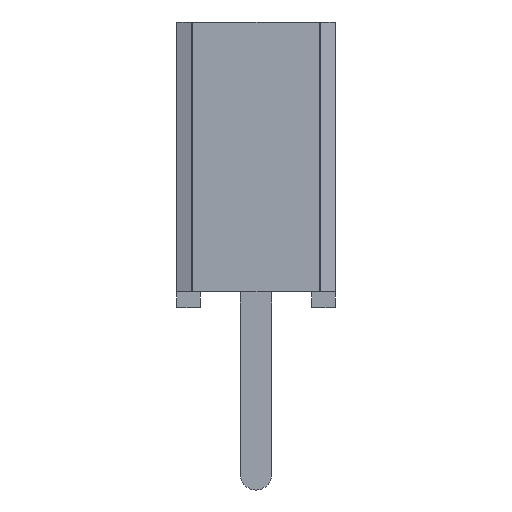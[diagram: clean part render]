
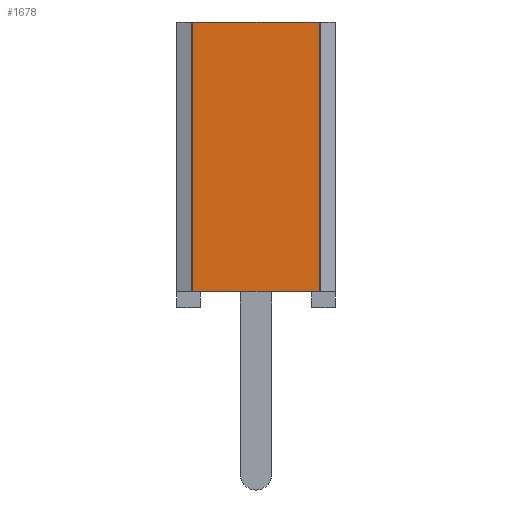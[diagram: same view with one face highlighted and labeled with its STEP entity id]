
A CAD part, left-side view. The second image highlights one B-rep face of the part: STEP entity #1678.
In plain terms, the highlighted planar face has unit normal (-1, 0, 0).
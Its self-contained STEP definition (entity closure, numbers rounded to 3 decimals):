
#1678 = ADVANCED_FACE('',(#1679),#1713,.F.);
#1679 = FACE_BOUND('',#1680,.T.);
#1680 = EDGE_LOOP('',(#1681,#1691,#1699,#1707));
#1681 = ORIENTED_EDGE('',*,*,#1682,.T.);
#1682 = EDGE_CURVE('',#1683,#1685,#1687,.T.);
#1683 = VERTEX_POINT('',#1684);
#1684 = CARTESIAN_POINT('',(-5.194,1.026,4.572));
#1685 = VERTEX_POINT('',#1686);
#1686 = CARTESIAN_POINT('',(-5.194,1.026,0.254));
#1687 = LINE('',#1688,#1689);
#1688 = CARTESIAN_POINT('',(-5.194,1.026,4.572));
#1689 = VECTOR('',#1690,1.);
#1690 = DIRECTION('',(0.,0.,-1.));
#1691 = ORIENTED_EDGE('',*,*,#1692,.T.);
#1692 = EDGE_CURVE('',#1685,#1693,#1695,.T.);
#1693 = VERTEX_POINT('',#1694);
#1694 = CARTESIAN_POINT('',(-5.194,-1.026,0.254));
#1695 = LINE('',#1696,#1697);
#1696 = CARTESIAN_POINT('',(-5.194,0.889,0.254));
#1697 = VECTOR('',#1698,1.);
#1698 = DIRECTION('',(0.,-1.,0.));
#1699 = ORIENTED_EDGE('',*,*,#1700,.T.);
#1700 = EDGE_CURVE('',#1693,#1701,#1703,.T.);
#1701 = VERTEX_POINT('',#1702);
#1702 = CARTESIAN_POINT('',(-5.194,-1.026,4.572));
#1703 = LINE('',#1704,#1705);
#1704 = CARTESIAN_POINT('',(-5.194,-1.026,4.572));
#1705 = VECTOR('',#1706,1.);
#1706 = DIRECTION('',(0.,0.,1.));
#1707 = ORIENTED_EDGE('',*,*,#1708,.F.);
#1708 = EDGE_CURVE('',#1683,#1701,#1709,.T.);
#1709 = LINE('',#1710,#1711);
#1710 = CARTESIAN_POINT('',(-5.194,1.27,4.572));
#1711 = VECTOR('',#1712,1.);
#1712 = DIRECTION('',(0.,-1.,0.));
#1713 = PLANE('',#1714);
#1714 = AXIS2_PLACEMENT_3D('',#1715,#1716,#1717);
#1715 = CARTESIAN_POINT('',(-5.194,1.27,4.572));
#1716 = DIRECTION('',(1.,0.,0.));
#1717 = DIRECTION('',(-0.,1.,0.));
